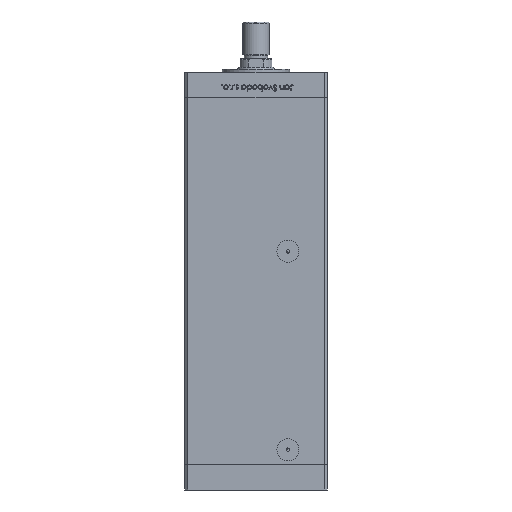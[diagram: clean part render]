
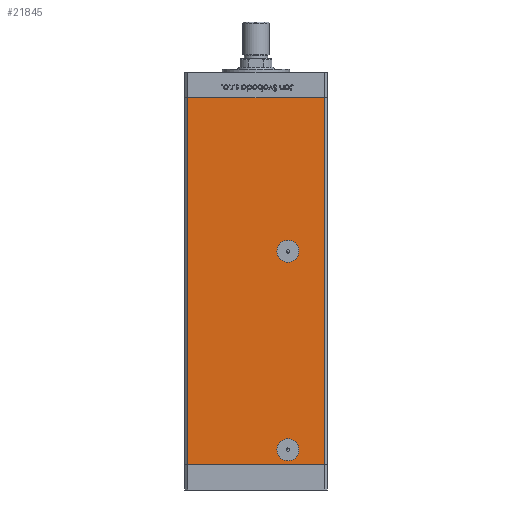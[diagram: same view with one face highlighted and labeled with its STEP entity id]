
A CAD part, front view. The second image highlights one B-rep face of the part: STEP entity #21845.
In plain terms, the highlighted planar face has unit normal (0, -1, 0).
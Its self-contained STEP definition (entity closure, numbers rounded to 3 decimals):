
#39 = CARTESIAN_POINT ( 'NONE',  ( -40.5, -37.5, 218.5 ) ) ;
#173 = VECTOR ( 'NONE', #25673, 1000. ) ;
#2164 = VERTEX_POINT ( 'NONE', #39 ) ;
#2197 = CARTESIAN_POINT ( 'NONE',  ( 19., -37.5, 127. ) ) ;
#2458 = DIRECTION ( 'NONE',  ( 0., 1., 0. ) ) ;
#3084 = EDGE_CURVE ( 'NONE', #11541, #47196, #41870, .T. ) ;
#3323 = CIRCLE ( 'NONE', #32924, 6.58 ) ;
#3639 = VERTEX_POINT ( 'NONE', #46861 ) ;
#4477 = LINE ( 'NONE', #32298, #34179 ) ;
#4927 = CARTESIAN_POINT ( 'NONE',  ( 19., -37.5, 2.42 ) ) ;
#5464 = DIRECTION ( 'NONE',  ( 0., 0., -1. ) ) ;
#5924 = CIRCLE ( 'NONE', #12699, 6.58 ) ;
#6701 = DIRECTION ( 'NONE',  ( 0., 0., -1. ) ) ;
#8624 = DIRECTION ( 'NONE',  ( 1., 0., 0. ) ) ;
#8967 = CARTESIAN_POINT ( 'NONE',  ( -40.5, -37.5, 218.5 ) ) ;
#9053 = DIRECTION ( 'NONE',  ( 0., 1., 0. ) ) ;
#9474 = ORIENTED_EDGE ( 'NONE', *, *, #49361, .F. ) ;
#11541 = VERTEX_POINT ( 'NONE', #51117 ) ;
#12503 = DIRECTION ( 'NONE',  ( 0., 0., 1. ) ) ;
#12699 = AXIS2_PLACEMENT_3D ( 'NONE', #16453, #32612, #41084 ) ;
#13675 = DIRECTION ( 'NONE',  ( 0., -1., 0. ) ) ;
#13991 = LINE ( 'NONE', #8967, #173 ) ;
#16453 = CARTESIAN_POINT ( 'NONE',  ( 19., -37.5, 9. ) ) ;
#16473 = DIRECTION ( 'NONE',  ( 0., 1., 0. ) ) ;
#16993 = ORIENTED_EDGE ( 'NONE', *, *, #46419, .F. ) ;
#17263 = FACE_OUTER_BOUND ( 'NONE', #33575, .T. ) ;
#17642 = CARTESIAN_POINT ( 'NONE',  ( 19., -37.5, 9. ) ) ;
#18771 = ORIENTED_EDGE ( 'NONE', *, *, #3084, .T. ) ;
#19026 = AXIS2_PLACEMENT_3D ( 'NONE', #20197, #9053, #37137 ) ;
#19568 = VERTEX_POINT ( 'NONE', #4927 ) ;
#20197 = CARTESIAN_POINT ( 'NONE',  ( 19., -37.5, 127. ) ) ;
#21143 = CIRCLE ( 'NONE', #32959, 6.58 ) ;
#21845 = ADVANCED_FACE ( 'NONE', ( #36619, #17263, #28938 ), #32629, .F. ) ;
#22080 = CARTESIAN_POINT ( 'NONE',  ( 40.5, -37.5, 0. ) ) ;
#22311 = DIRECTION ( 'NONE',  ( 0., 0., -1. ) ) ;
#23089 = CARTESIAN_POINT ( 'NONE',  ( 19., -37.5, 15.58 ) ) ;
#24107 = DIRECTION ( 'NONE',  ( 0., 0., -1. ) ) ;
#24437 = ORIENTED_EDGE ( 'NONE', *, *, #47697, .T. ) ;
#25495 = VECTOR ( 'NONE', #22311, 1000. ) ;
#25586 = ORIENTED_EDGE ( 'NONE', *, *, #32545, .F. ) ;
#25673 = DIRECTION ( 'NONE',  ( 1., 0., 0. ) ) ;
#27997 = LINE ( 'NONE', #28510, #43097 ) ;
#28510 = CARTESIAN_POINT ( 'NONE',  ( -40.5, -37.5, 0. ) ) ;
#28938 = FACE_BOUND ( 'NONE', #49084, .T. ) ;
#29855 = CARTESIAN_POINT ( 'NONE',  ( 19., -37.5, 133.58 ) ) ;
#31866 = ORIENTED_EDGE ( 'NONE', *, *, #51914, .T. ) ;
#32298 = CARTESIAN_POINT ( 'NONE',  ( 40.5, -37.5, 218.5 ) ) ;
#32545 = EDGE_CURVE ( 'NONE', #2164, #32583, #13991, .T. ) ;
#32583 = VERTEX_POINT ( 'NONE', #49519 ) ;
#32612 = DIRECTION ( 'NONE',  ( 0., -1., 0. ) ) ;
#32629 = PLANE ( 'NONE',  #44054 ) ;
#32924 = AXIS2_PLACEMENT_3D ( 'NONE', #17642, #13675, #5464 ) ;
#32959 = AXIS2_PLACEMENT_3D ( 'NONE', #2197, #2458, #6701 ) ;
#33575 = EDGE_LOOP ( 'NONE', ( #44924, #45810, #25586, #31866 ) ) ;
#34179 = VECTOR ( 'NONE', #24107, 1000. ) ;
#36619 = FACE_BOUND ( 'NONE', #40657, .T. ) ;
#37137 = DIRECTION ( 'NONE',  ( 0., 0., -1. ) ) ;
#37875 = VERTEX_POINT ( 'NONE', #23089 ) ;
#38462 = LINE ( 'NONE', #51186, #25495 ) ;
#40657 = EDGE_LOOP ( 'NONE', ( #16993, #9474 ) ) ;
#40872 = EDGE_CURVE ( 'NONE', #32583, #49927, #4477, .T. ) ;
#41084 = DIRECTION ( 'NONE',  ( 0., 0., -1. ) ) ;
#41105 = CARTESIAN_POINT ( 'NONE',  ( -40.5, -37.5, 218.5 ) ) ;
#41870 = CIRCLE ( 'NONE', #19026, 6.58 ) ;
#43097 = VECTOR ( 'NONE', #8624, 1000. ) ;
#44054 = AXIS2_PLACEMENT_3D ( 'NONE', #41105, #16473, #12503 ) ;
#44924 = ORIENTED_EDGE ( 'NONE', *, *, #48026, .T. ) ;
#45810 = ORIENTED_EDGE ( 'NONE', *, *, #40872, .F. ) ;
#46419 = EDGE_CURVE ( 'NONE', #19568, #37875, #3323, .T. ) ;
#46861 = CARTESIAN_POINT ( 'NONE',  ( -40.5, -37.5, 0. ) ) ;
#47196 = VERTEX_POINT ( 'NONE', #29855 ) ;
#47697 = EDGE_CURVE ( 'NONE', #47196, #11541, #21143, .T. ) ;
#48026 = EDGE_CURVE ( 'NONE', #3639, #49927, #27997, .T. ) ;
#49084 = EDGE_LOOP ( 'NONE', ( #18771, #24437 ) ) ;
#49361 = EDGE_CURVE ( 'NONE', #37875, #19568, #5924, .T. ) ;
#49519 = CARTESIAN_POINT ( 'NONE',  ( 40.5, -37.5, 218.5 ) ) ;
#49927 = VERTEX_POINT ( 'NONE', #22080 ) ;
#51117 = CARTESIAN_POINT ( 'NONE',  ( 19., -37.5, 120.42 ) ) ;
#51186 = CARTESIAN_POINT ( 'NONE',  ( -40.5, -37.5, 218.5 ) ) ;
#51914 = EDGE_CURVE ( 'NONE', #2164, #3639, #38462, .T. ) ;
